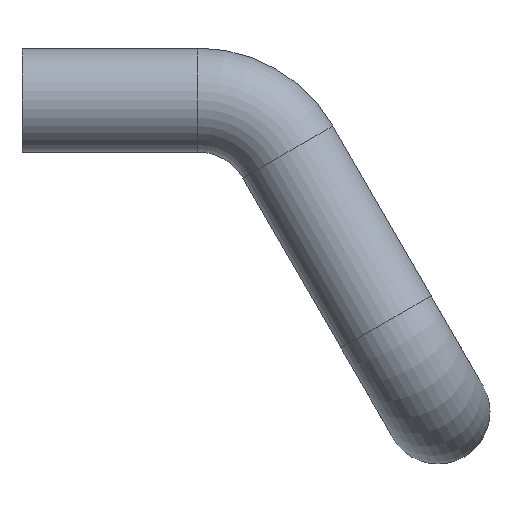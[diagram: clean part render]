
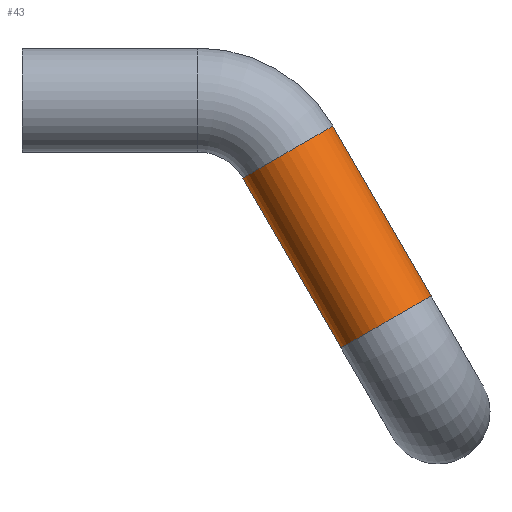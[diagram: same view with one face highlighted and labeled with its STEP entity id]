
A CAD part, left-side view. The second image highlights one B-rep face of the part: STEP entity #43.
In plain terms, the highlighted cylindrical face has radius 5 mm (diameter 10 mm), a full revolution.
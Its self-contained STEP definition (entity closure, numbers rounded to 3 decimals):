
#43 = ADVANCED_FACE( '', ( #96, #97 ), #98, .T. );
#96 = FACE_OUTER_BOUND( '', #171, .T. );
#97 = FACE_OUTER_BOUND( '', #172, .T. );
#98 = CYLINDRICAL_SURFACE( '', #173, 5. );
#171 = EDGE_LOOP( '', ( #242 ) );
#172 = EDGE_LOOP( '', ( #243 ) );
#173 = AXIS2_PLACEMENT_3D( '', #244, #245, #246 );
#242 = ORIENTED_EDGE( '', *, *, #341, .F. );
#243 = ORIENTED_EDGE( '', *, *, #342, .T. );
#244 = CARTESIAN_POINT( '', ( 0., 5., 8.66 ) );
#245 = DIRECTION( '', ( 0., 0.5, 0.866 ) );
#246 = DIRECTION( '', ( 0., 0.866, -0.5 ) );
#341 = EDGE_CURVE( '', #378, #378, #379, .T. );
#342 = EDGE_CURVE( '', #380, #380, #381, .T. );
#378 = VERTEX_POINT( '', #427 );
#379 = CIRCLE( '', #428, 5. );
#380 = VERTEX_POINT( '', #429 );
#381 = CIRCLE( '', #430, 5. );
#427 = CARTESIAN_POINT( '', ( -4.33, 7.165, 7.41 ) );
#428 = AXIS2_PLACEMENT_3D( '', #476, #477, #478 );
#429 = CARTESIAN_POINT( '', ( 0., 18.764, 22.5 ) );
#430 = AXIS2_PLACEMENT_3D( '', #479, #480, #481 );
#476 = CARTESIAN_POINT( '', ( 0., 5., 8.66 ) );
#477 = DIRECTION( '', ( 0., -0.5, -0.866 ) );
#478 = DIRECTION( '', ( -0.866, 0.433, -0.25 ) );
#479 = CARTESIAN_POINT( '', ( 0., 14.434, 25. ) );
#480 = DIRECTION( '', ( 0., -0.5, -0.866 ) );
#481 = DIRECTION( '', ( 0., 0.866, -0.5 ) );
